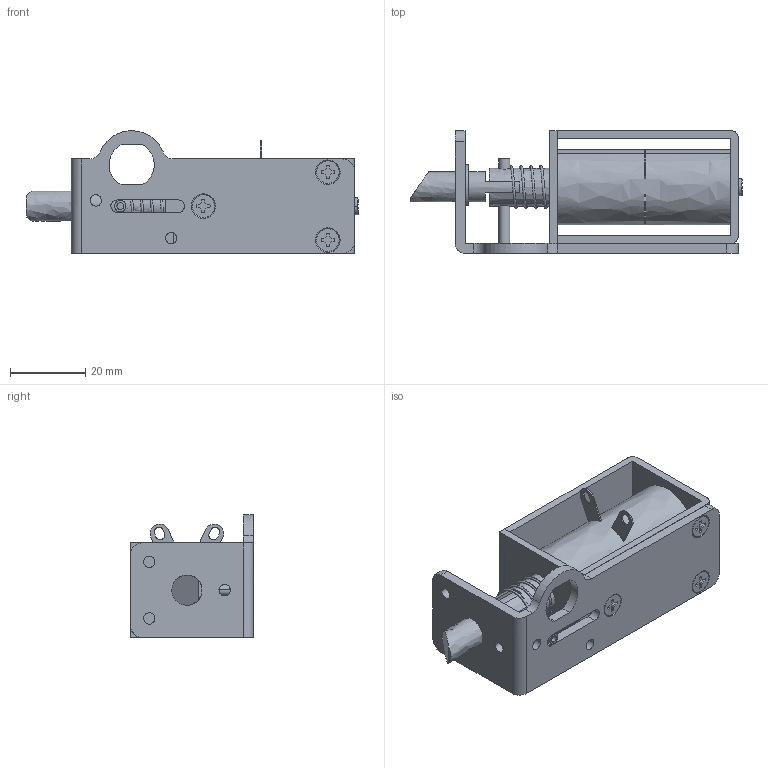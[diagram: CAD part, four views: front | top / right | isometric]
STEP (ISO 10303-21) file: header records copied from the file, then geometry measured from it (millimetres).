
FILE_DESCRIPTION((''),'2;1');
FILE_NAME('','2005-07-15T15:55:36',(''),(''),'','CADfix','');
FILE_SCHEMA(('AUTOMOTIVE_DESIGN'));
Length unit declared in the file: millimetre
Products named in the file (9): screw; spring; solenoid_2; solenoid_1; retainer; pin; latch; base; TL_259_2_1531_36
Assembly tree (10 placements, depth 2):
  TL_259_2_1531_36
    screw  x3
    spring
    solenoid_2
    solenoid_1
    retainer
    pin
    latch
    base
Bounding box: 88 x 32.5 x 32.5 mm (x, y, z)
Volume: 30608.1 mm3; surface area: 19801 mm2
Topology: 10 solids, 10 shells, 249 faces, 751 edges, 532 vertices
Faces by surface type: bspline 249
Entity records: 8808 total; most frequent: CARTESIAN_POINT 5205, ORIENTED_EDGE 1194, EDGE_CURVE 597, VERTEX_POINT 426, QUASI_UNIFORM_CURVE 294, EDGE_LOOP 237, FACE_OUTER_BOUND 195, ADVANCED_FACE 195
